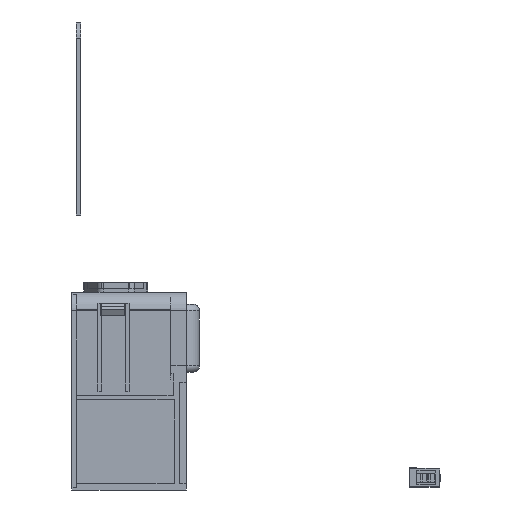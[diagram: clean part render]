
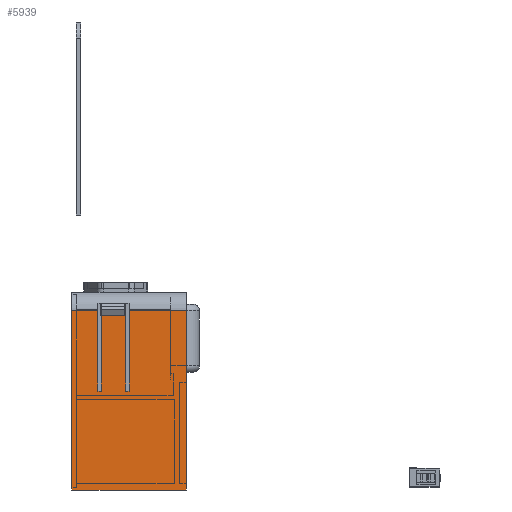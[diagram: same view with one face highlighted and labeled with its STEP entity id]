
A CAD part, left-side view. The second image highlights one B-rep face of the part: STEP entity #5939.
In plain terms, the highlighted planar face has unit normal (-1, 0, 0).
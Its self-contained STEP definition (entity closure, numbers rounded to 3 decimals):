
#5823=CARTESIAN_POINT('',(-77.,-101.,-53.));
#5824=VERTEX_POINT('',#5823);
#5833=CARTESIAN_POINT('',(-77.,-49.,-53.));
#5834=VERTEX_POINT('',#5833);
#5835=CARTESIAN_POINT('',(-77.,-49.,-53.));
#5836=DIRECTION('',(0.,-1.,0.));
#5837=VECTOR('',#5836,52.);
#5838=LINE('',#5835,#5837);
#5839=EDGE_CURVE('',#5834,#5824,#5838,.T.);
#5891=CARTESIAN_POINT('',(-77.,-49.,28.5));
#5892=VERTEX_POINT('',#5891);
#5900=CARTESIAN_POINT('',(-77.,-101.,28.5));
#5901=VERTEX_POINT('',#5900);
#5902=CARTESIAN_POINT('',(-77.,-49.,28.5));
#5903=DIRECTION('',(0.,-1.,0.));
#5904=VECTOR('',#5903,52.);
#5905=LINE('',#5902,#5904);
#5906=EDGE_CURVE('',#5892,#5901,#5905,.T.);
#5918=CARTESIAN_POINT('',(-77.,-35.,16.));
#5919=DIRECTION('',(1.,0.,0.));
#5920=DIRECTION('',(0.,0.,-1.));
#5921=AXIS2_PLACEMENT_3D('',#5918,#5919,#5920);
#5922=PLANE('',#5921);
#5923=ORIENTED_EDGE('',*,*,#5906,.F.);
#5924=CARTESIAN_POINT('',(-77.,-49.,-53.));
#5925=DIRECTION('',(-0.,0.,1.));
#5926=VECTOR('',#5925,81.5);
#5927=LINE('',#5924,#5926);
#5928=EDGE_CURVE('',#5834,#5892,#5927,.T.);
#5929=ORIENTED_EDGE('',*,*,#5928,.F.);
#5930=ORIENTED_EDGE('',*,*,#5839,.T.);
#5931=CARTESIAN_POINT('',(-77.,-101.,-53.));
#5932=DIRECTION('',(-0.,0.,1.));
#5933=VECTOR('',#5932,81.5);
#5934=LINE('',#5931,#5933);
#5935=EDGE_CURVE('',#5824,#5901,#5934,.T.);
#5936=ORIENTED_EDGE('',*,*,#5935,.T.);
#5937=EDGE_LOOP('',(#5923,#5929,#5930,#5936));
#5938=FACE_BOUND('',#5937,.T.);
#5939=ADVANCED_FACE('',(#5938),#5922,.F.);
